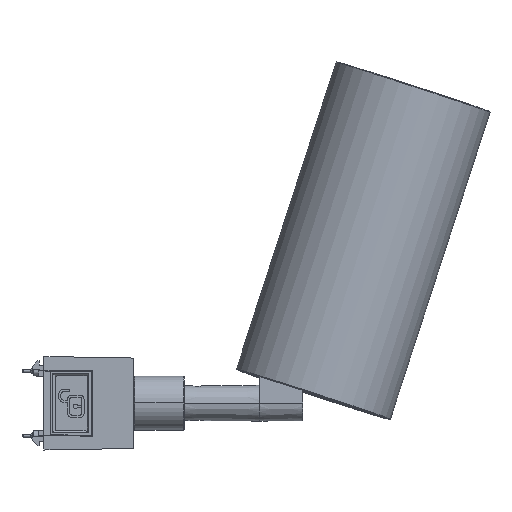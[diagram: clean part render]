
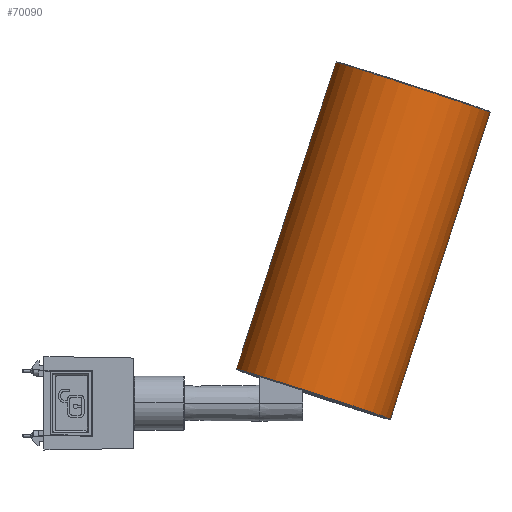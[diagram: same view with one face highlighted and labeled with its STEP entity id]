
A CAD part, left-side view. The second image highlights one B-rep face of the part: STEP entity #70090.
In plain terms, the highlighted cylindrical face has radius 22.5 mm (diameter 45 mm), a partial arc.
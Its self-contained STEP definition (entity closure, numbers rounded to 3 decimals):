
#4449 = ORIENTED_EDGE ( 'NONE', *, *, #14854, .T. ) ;
#5920 = ORIENTED_EDGE ( 'NONE', *, *, #30843, .T. ) ;
#7907 = CIRCLE ( 'NONE', #92830, 22.5 ) ;
#8155 = CARTESIAN_POINT ( 'NONE',  ( 0., 89.8, 0. ) ) ;
#14854 = EDGE_CURVE ( 'NONE', #51476, #15778, #64698, .T. ) ;
#15110 = CARTESIAN_POINT ( 'NONE',  ( 0., 89.8, 22.5 ) ) ;
#15778 = VERTEX_POINT ( 'NONE', #69834 ) ;
#22022 = CARTESIAN_POINT ( 'NONE',  ( 0., 0.2, 0. ) ) ;
#22383 = DIRECTION ( 'NONE',  ( 0., -1., 0. ) ) ;
#22677 = LINE ( 'NONE', #29465, #27855 ) ;
#27855 = VECTOR ( 'NONE', #22383, 1000. ) ;
#29099 = DIRECTION ( 'NONE',  ( 0., 0., -1. ) ) ;
#29465 = CARTESIAN_POINT ( 'NONE',  ( 0., 0., 22.5 ) ) ;
#30843 = EDGE_CURVE ( 'NONE', #81240, #51476, #7907, .T. ) ;
#31580 = DIRECTION ( 'NONE',  ( 0., -1., 0. ) ) ;
#35113 = EDGE_CURVE ( 'NONE', #15778, #72037, #77984, .T. ) ;
#36940 = CYLINDRICAL_SURFACE ( 'NONE', #58565, 22.5 ) ;
#39290 = DIRECTION ( 'NONE',  ( 0., -1., 0. ) ) ;
#41490 = AXIS2_PLACEMENT_3D ( 'NONE', #22022, #62017, #29099 ) ;
#46636 = DIRECTION ( 'NONE',  ( 0., 0., -1. ) ) ;
#51476 = VERTEX_POINT ( 'NONE', #96019 ) ;
#58565 = AXIS2_PLACEMENT_3D ( 'NONE', #71436, #95202, #46636 ) ;
#59999 = EDGE_CURVE ( 'NONE', #81240, #72037, #22677, .T. ) ;
#62017 = DIRECTION ( 'NONE',  ( 0., 1., 0. ) ) ;
#63496 = VECTOR ( 'NONE', #39290, 1000. ) ;
#64698 = LINE ( 'NONE', #87797, #63496 ) ;
#67901 = EDGE_LOOP ( 'NONE', ( #78071, #5920, #4449, #69082 ) ) ;
#69082 = ORIENTED_EDGE ( 'NONE', *, *, #35113, .T. ) ;
#69834 = CARTESIAN_POINT ( 'NONE',  ( 0., 0.2, -22.5 ) ) ;
#70090 = ADVANCED_FACE ( 'NONE', ( #100246 ), #36940, .T. ) ;
#71436 = CARTESIAN_POINT ( 'NONE',  ( 0., 0., 0. ) ) ;
#72037 = VERTEX_POINT ( 'NONE', #93338 ) ;
#77984 = CIRCLE ( 'NONE', #41490, 22.5 ) ;
#78071 = ORIENTED_EDGE ( 'NONE', *, *, #59999, .F. ) ;
#81240 = VERTEX_POINT ( 'NONE', #15110 ) ;
#87797 = CARTESIAN_POINT ( 'NONE',  ( 0., 0., -22.5 ) ) ;
#88280 = DIRECTION ( 'NONE',  ( 0., 0., 1. ) ) ;
#92830 = AXIS2_PLACEMENT_3D ( 'NONE', #8155, #31580, #88280 ) ;
#93338 = CARTESIAN_POINT ( 'NONE',  ( 0., 0.2, 22.5 ) ) ;
#95202 = DIRECTION ( 'NONE',  ( 0., -1., 0. ) ) ;
#96019 = CARTESIAN_POINT ( 'NONE',  ( 0., 89.8, -22.5 ) ) ;
#100246 = FACE_OUTER_BOUND ( 'NONE', #67901, .T. ) ;
